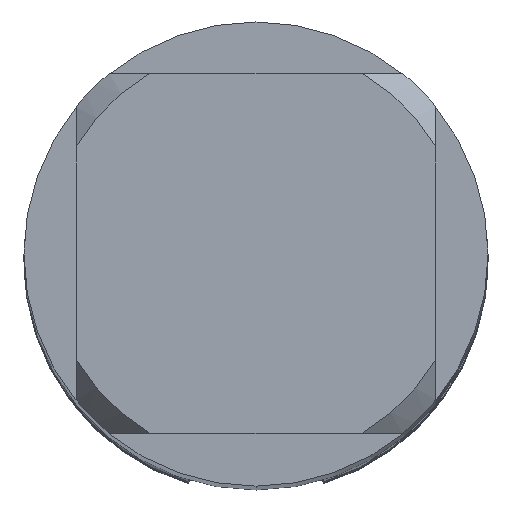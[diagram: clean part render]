
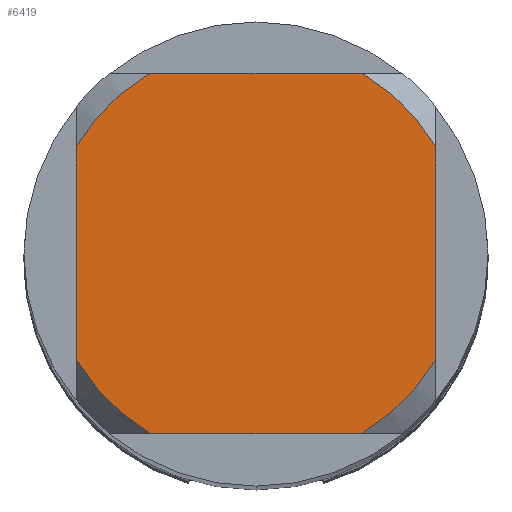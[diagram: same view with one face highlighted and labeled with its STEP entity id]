
A CAD part, top view. The second image highlights one B-rep face of the part: STEP entity #6419.
In plain terms, the highlighted planar face has unit normal (0, 0, 1).
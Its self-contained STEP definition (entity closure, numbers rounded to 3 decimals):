
#3121=EDGE_CURVE('',#4557,#3605,#7682,.T.);
#3495=EDGE_CURVE('',#5233,#6271,#8088,.T.);
#3605=VERTEX_POINT('',#8205);
#4557=VERTEX_POINT('',#9246);
#4687=VERTEX_POINT('',#9382);
#4783=EDGE_CURVE('',#5233,#6579,#9480,.T.);
#5187=VERTEX_POINT('',#9928);
#5189=VERTEX_POINT('',#9930);
#5233=VERTEX_POINT('',#9980);
#5441=EDGE_CURVE('',#4687,#5189,#10210,.T.);
#5597=EDGE_CURVE('',#5187,#5189,#10376,.T.);
#5891=EDGE_CURVE('',#4687,#3605,#10694,.T.);
#5977=EDGE_CURVE('',#5187,#6579,#10786,.T.);
#6271=VERTEX_POINT('',#11105);
#6377=EDGE_CURVE('',#4557,#6271,#11221,.T.);
#6419=ADVANCED_FACE('',(#11268),#11269,.T.);
#6579=VERTEX_POINT('',#11436);
#7682=LINE('',#13258,#13259);
#8088=LINE('',#13992,#13993);
#8205=CARTESIAN_POINT('',(-3.1,-1.83,0.0));
#9246=CARTESIAN_POINT('',(-3.1,1.83,0.0));
#9382=CARTESIAN_POINT('',(-1.83,-3.1,0.0));
#9480=CIRCLE('',#16481,3.6);
#9928=CARTESIAN_POINT('',(3.1,-1.83,0.0));
#9930=CARTESIAN_POINT('',(1.83,-3.1,0.0));
#9980=CARTESIAN_POINT('',(1.83,3.1,0.0));
#10210=LINE('',#17738,#17739);
#10376=CIRCLE('',#18057,3.6);
#10694=CIRCLE('',#18643,3.6);
#10786=LINE('',#18797,#18798);
#11105=CARTESIAN_POINT('',(-1.83,3.1,0.0));
#11221=CIRCLE('',#19477,3.6);
#11268=FACE_OUTER_BOUND('',#19583,.T.);
#11269=PLANE('',#19584);
#11436=CARTESIAN_POINT('',(3.1,1.83,0.0));
#13258=CARTESIAN_POINT('',(-3.1,0.9,0.0));
#13259=VECTOR('',#21421,1.0);
#13992=CARTESIAN_POINT('',(0.0,3.1,0.0));
#13993=VECTOR('',#21844,1.0);
#16481=AXIS2_PLACEMENT_3D('',#23213,#23214,#23215);
#17738=CARTESIAN_POINT('',(0.0,-3.1,0.0));
#17739=VECTOR('',#24181,1.0);
#18057=AXIS2_PLACEMENT_3D('',#24333,#24334,#24335);
#18643=AXIS2_PLACEMENT_3D('',#24654,#24655,#24656);
#18797=CARTESIAN_POINT('',(3.1,0.9,0.0));
#18798=VECTOR('',#24745,1.0);
#19477=AXIS2_PLACEMENT_3D('',#25224,#25225,#25226);
#19583=EDGE_LOOP('',(#25416,#25417,#25418,#25419,#25420,#25421,#25422,#25423));
#19584=AXIS2_PLACEMENT_3D('',#25424,#25425,#25426);
#21421=DIRECTION('',(-0.0,-1.0,0.0));
#21844=DIRECTION('',(-1.0,0.0,0.0));
#23213=CARTESIAN_POINT('',(0.0,0.0,0.0));
#23214=DIRECTION('',(0.0,0.0,-1.0));
#23215=DIRECTION('',(0.0,1.0,0.0));
#24181=DIRECTION('',(1.0,0.0,0.0));
#24333=CARTESIAN_POINT('',(0.0,0.0,0.0));
#24334=DIRECTION('',(0.0,0.0,-1.0));
#24335=DIRECTION('',(0.0,1.0,0.0));
#24654=CARTESIAN_POINT('',(0.0,0.0,0.0));
#24655=DIRECTION('',(0.0,0.0,-1.0));
#24656=DIRECTION('',(0.0,1.0,0.0));
#24745=DIRECTION('',(-0.0,1.0,0.0));
#25224=CARTESIAN_POINT('',(0.0,0.0,0.0));
#25225=DIRECTION('',(0.0,0.0,-1.0));
#25226=DIRECTION('',(0.0,1.0,0.0));
#25416=ORIENTED_EDGE('',*,*,#3121,.T.);
#25417=ORIENTED_EDGE('',*,*,#5891,.F.);
#25418=ORIENTED_EDGE('',*,*,#5441,.T.);
#25419=ORIENTED_EDGE('',*,*,#5597,.F.);
#25420=ORIENTED_EDGE('',*,*,#5977,.T.);
#25421=ORIENTED_EDGE('',*,*,#4783,.F.);
#25422=ORIENTED_EDGE('',*,*,#3495,.T.);
#25423=ORIENTED_EDGE('',*,*,#6377,.F.);
#25424=CARTESIAN_POINT('',(0.0,1.8,0.0));
#25425=DIRECTION('',(-0.0,0.0,1.0));
#25426=DIRECTION('',(0.0,-1.0,0.0));
